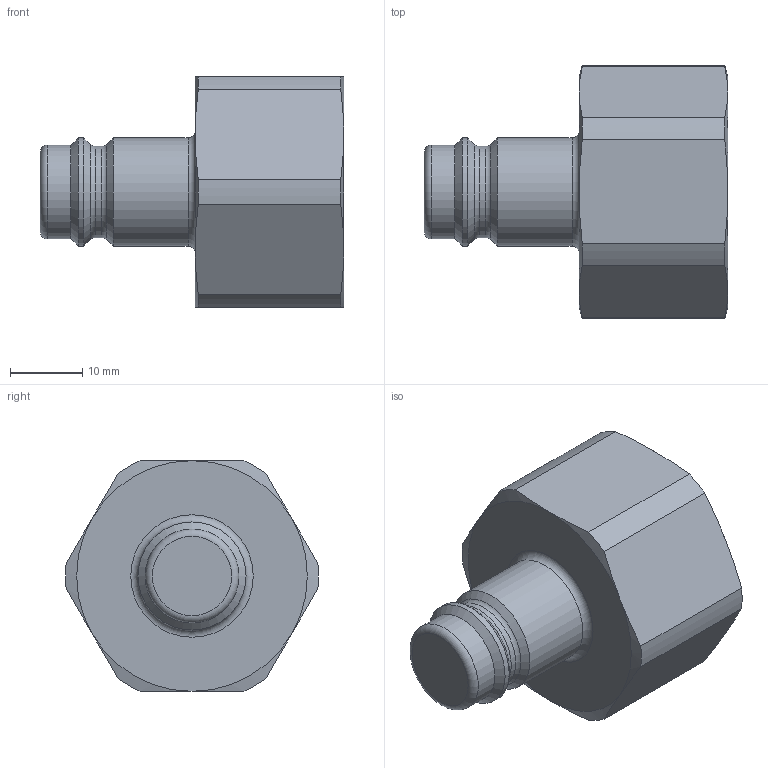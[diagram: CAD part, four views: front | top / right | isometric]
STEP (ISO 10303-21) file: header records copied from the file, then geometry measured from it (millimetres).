
FILE_DESCRIPTION((''),'2;1');
FILE_NAME('27sfiw26sxn.stp','2011-11-02T13:56:19',('IA176480'),(''),'Autodesk Inventor 2011','Autodesk Inventor 2011','');
FILE_SCHEMA(('AUTOMOTIVE_DESIGN { 1 0 10303 214 1 1 1 1 }'));
Length unit declared in the file: millimetre
Products named in the file (1): D102306
Bounding box: 42.1 x 35.08 x 32 mm (x, y, z)
Volume: 14134.8 mm3; surface area: 6035.7 mm2
Topology: 1 solids, 1 shells, 41 faces, 88 edges, 51 vertices
Faces by surface type: cone 16, cylinder 11, plane 10, torus 4
Full cylindrical faces by diameter (mm): 12.65 x1, 13 x1, 15 x2, 24.117 x1
Entity records: 1082 total; most frequent: CARTESIAN_POINT 216, DIRECTION 174, ORIENTED_EDGE 150, AXIS2_PLACEMENT_3D 81, EDGE_CURVE 75, EDGE_LOOP 56, VERTEX_POINT 51, STYLED_ITEM 42
